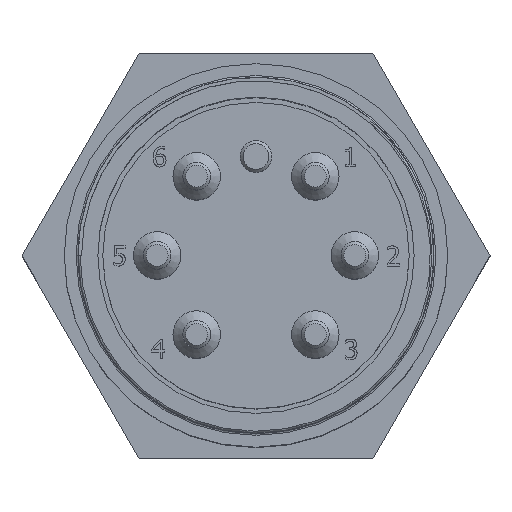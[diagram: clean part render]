
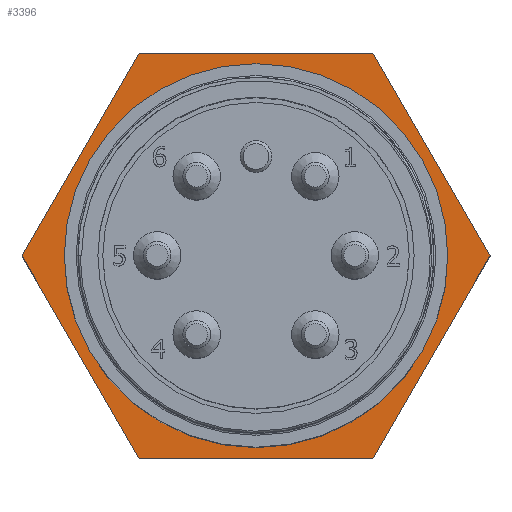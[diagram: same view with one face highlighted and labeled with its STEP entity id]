
A CAD part, top view. The second image highlights one B-rep face of the part: STEP entity #3396.
In plain terms, the highlighted planar face has unit normal (0, 0, 1).
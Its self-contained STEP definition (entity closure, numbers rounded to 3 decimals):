
#240=FACE_BOUND($,#979,.T.);
#314=CIRCLE($,#3580,19.4);
#738=FACE_OUTER_BOUND($,#978,.T.);
#978=EDGE_LOOP($,(#3037,#3038,#3039,#3040,#3041,#3042));
#979=EDGE_LOOP($,(#3043));
#1249=LINE($,#6876,#1481);
#1252=LINE($,#6882,#1484);
#1255=LINE($,#6888,#1487);
#1258=LINE($,#6894,#1490);
#1262=LINE($,#6901,#1494);
#1264=LINE($,#6904,#1496);
#1481=VECTOR($,#4122,23.671);
#1484=VECTOR($,#4127,23.671);
#1487=VECTOR($,#4132,23.671);
#1490=VECTOR($,#4137,23.671);
#1494=VECTOR($,#4143,23.671);
#1496=VECTOR($,#4147,23.671);
#1777=VERTEX_POINT($,#6873);
#1778=VERTEX_POINT($,#6875);
#1780=VERTEX_POINT($,#6881);
#1782=VERTEX_POINT($,#6887);
#1784=VERTEX_POINT($,#6893);
#1786=VERTEX_POINT($,#6899);
#1787=VERTEX_POINT($,#6906);
#2206=EDGE_CURVE($,#1778,#1777,#1249,.T.);
#2209=EDGE_CURVE($,#1780,#1778,#1252,.T.);
#2212=EDGE_CURVE($,#1782,#1780,#1255,.T.);
#2215=EDGE_CURVE($,#1784,#1782,#1258,.T.);
#2219=EDGE_CURVE($,#1777,#1786,#1262,.T.);
#2221=EDGE_CURVE($,#1786,#1784,#1264,.T.);
#2222=EDGE_CURVE($,#1787,#1787,#314,.T.);
#3037=ORIENTED_EDGE($,*,*,#2215,.T.);
#3038=ORIENTED_EDGE($,*,*,#2212,.T.);
#3039=ORIENTED_EDGE($,*,*,#2209,.T.);
#3040=ORIENTED_EDGE($,*,*,#2206,.T.);
#3041=ORIENTED_EDGE($,*,*,#2219,.T.);
#3042=ORIENTED_EDGE($,*,*,#2221,.T.);
#3043=ORIENTED_EDGE($,*,*,#2222,.T.);
#3222=PLANE($,#3579);
#3396=ADVANCED_FACE($,(#738,#240),#3222,.T.);
#3579=AXIS2_PLACEMENT_3D($,#6905,#4148,#4149);
#3580=AXIS2_PLACEMENT_3D($,#6907,#4150,#4151);
#4122=DIRECTION($,(0.5,-0.866,0.));
#4127=DIRECTION($,(-0.5,-0.866,0.));
#4132=DIRECTION($,(-1.,0.,0.));
#4137=DIRECTION($,(-0.5,0.866,0.));
#4143=DIRECTION($,(1.,0.,0.));
#4147=DIRECTION($,(0.5,0.866,0.));
#4148=DIRECTION('center_axis',(0.,0.,1.));
#4149=DIRECTION('ref_axis',(1.,0.,0.));
#4150=DIRECTION('center_axis',(0.,0.,-1.));
#4151=DIRECTION('ref_axis',(-1.,0.,0.));
#6873=CARTESIAN_POINT('',(-11.836,-20.5,22.2));
#6875=CARTESIAN_POINT('',(-23.671,0.,22.2));
#6876=CARTESIAN_POINT($,(-20.712,-5.125,22.2));
#6881=CARTESIAN_POINT('',(-11.836,20.5,22.2));
#6882=CARTESIAN_POINT($,(-14.795,15.375,22.2));
#6887=CARTESIAN_POINT('',(11.836,20.5,22.2));
#6888=CARTESIAN_POINT($,(5.918,20.5,22.2));
#6893=CARTESIAN_POINT('',(23.671,0.,22.2));
#6894=CARTESIAN_POINT($,(20.712,5.125,22.2));
#6899=CARTESIAN_POINT('',(11.836,-20.5,22.2));
#6901=CARTESIAN_POINT($,(-5.918,-20.5,22.2));
#6904=CARTESIAN_POINT($,(14.795,-15.375,22.2));
#6905=CARTESIAN_POINT('Origin',(0.,0.,22.2));
#6906=CARTESIAN_POINT('',(19.4,0.,22.2));
#6907=CARTESIAN_POINT('Origin',(0.,0.,22.2));
